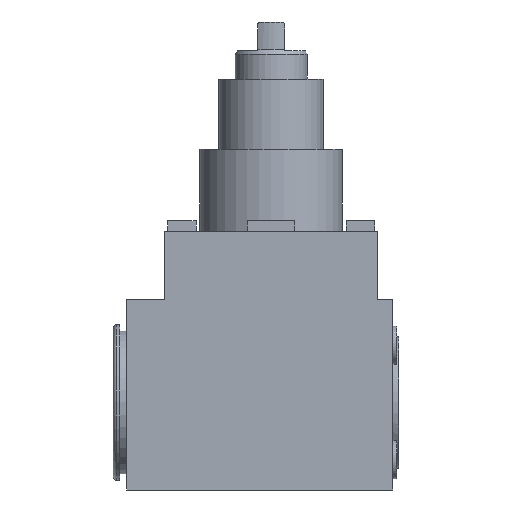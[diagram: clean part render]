
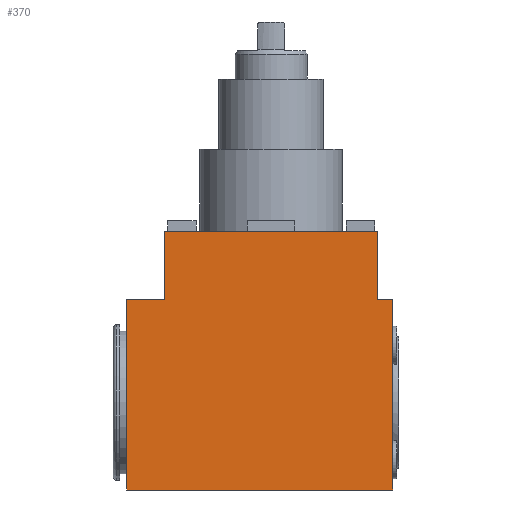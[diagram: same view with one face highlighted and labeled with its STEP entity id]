
A CAD part, front view. The second image highlights one B-rep face of the part: STEP entity #370.
In plain terms, the highlighted planar face has unit normal (0, -1, 0).
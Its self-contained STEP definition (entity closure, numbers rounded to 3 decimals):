
#45=LINE('',#2023,#143);
#55=LINE('',#2043,#153);
#56=LINE('',#2045,#154);
#57=LINE('',#2047,#155);
#58=LINE('',#2049,#156);
#59=LINE('',#2051,#157);
#60=LINE('',#2053,#158);
#61=LINE('',#2055,#159);
#143=VECTOR('',#1536,1.);
#153=VECTOR('',#1550,1.);
#154=VECTOR('',#1553,1.);
#155=VECTOR('',#1554,1.);
#156=VECTOR('',#1555,1.);
#157=VECTOR('',#1556,1.);
#158=VECTOR('',#1557,1.);
#159=VECTOR('',#1558,1.);
#251=PLANE('',#1339);
#301=FACE_OUTER_BOUND('',#538,.T.);
#370=ADVANCED_FACE('',(#301),#251,.F.);
#538=EDGE_LOOP('',(#694,#695,#696,#697,#698,#699,#700,#701));
#694=ORIENTED_EDGE('',*,*,#1093,.F.);
#695=ORIENTED_EDGE('',*,*,#1103,.F.);
#696=ORIENTED_EDGE('',*,*,#1104,.F.);
#697=ORIENTED_EDGE('',*,*,#1105,.F.);
#698=ORIENTED_EDGE('',*,*,#1106,.F.);
#699=ORIENTED_EDGE('',*,*,#1107,.F.);
#700=ORIENTED_EDGE('',*,*,#1108,.F.);
#701=ORIENTED_EDGE('',*,*,#1109,.F.);
#971=VERTEX_POINT('',#2022);
#972=VERTEX_POINT('',#2024);
#979=VERTEX_POINT('',#2042);
#980=VERTEX_POINT('',#2046);
#981=VERTEX_POINT('',#2048);
#982=VERTEX_POINT('',#2050);
#983=VERTEX_POINT('',#2052);
#984=VERTEX_POINT('',#2054);
#1093=EDGE_CURVE('',#971,#972,#45,.T.);
#1103=EDGE_CURVE('',#979,#971,#55,.T.);
#1104=EDGE_CURVE('',#980,#979,#56,.T.);
#1105=EDGE_CURVE('',#981,#980,#57,.T.);
#1106=EDGE_CURVE('',#982,#981,#58,.T.);
#1107=EDGE_CURVE('',#983,#982,#59,.T.);
#1108=EDGE_CURVE('',#984,#983,#60,.T.);
#1109=EDGE_CURVE('',#972,#984,#61,.T.);
#1339=AXIS2_PLACEMENT_3D('',#2056,#1559,#1560);
#1536=DIRECTION('',(0.,0.,1.));
#1550=DIRECTION('',(-1.,0.,0.));
#1553=DIRECTION('',(0.,0.,-1.));
#1554=DIRECTION('',(1.,0.,0.));
#1555=DIRECTION('',(0.,0.,-1.));
#1556=DIRECTION('',(1.,0.,0.));
#1557=DIRECTION('',(0.,0.,1.));
#1558=DIRECTION('',(1.,0.,0.));
#1559=DIRECTION('',(0.,1.,0.));
#1560=DIRECTION('',(0.,0.,1.));
#2022=CARTESIAN_POINT('',(-76.,-56.,-136.));
#2023=CARTESIAN_POINT('',(-76.,-56.,-36.));
#2024=CARTESIAN_POINT('',(-76.,-56.,-36.));
#2042=CARTESIAN_POINT('',(64.,-56.,-136.));
#2043=CARTESIAN_POINT('',(64.,-56.,-136.));
#2045=CARTESIAN_POINT('',(64.,-56.,-36.));
#2046=CARTESIAN_POINT('',(64.,-56.,-36.));
#2047=CARTESIAN_POINT('',(56.,-56.,-36.));
#2048=CARTESIAN_POINT('',(56.,-56.,-36.));
#2049=CARTESIAN_POINT('',(56.,-56.,-36.));
#2050=CARTESIAN_POINT('',(56.,-56.,0.));
#2051=CARTESIAN_POINT('',(-56.,-56.,0.));
#2052=CARTESIAN_POINT('',(-56.,-56.,0.));
#2053=CARTESIAN_POINT('',(-56.,-56.,0.));
#2054=CARTESIAN_POINT('',(-56.,-56.,-36.));
#2055=CARTESIAN_POINT('',(-76.,-56.,-36.));
#2056=CARTESIAN_POINT('',(0.,-56.,0.));
